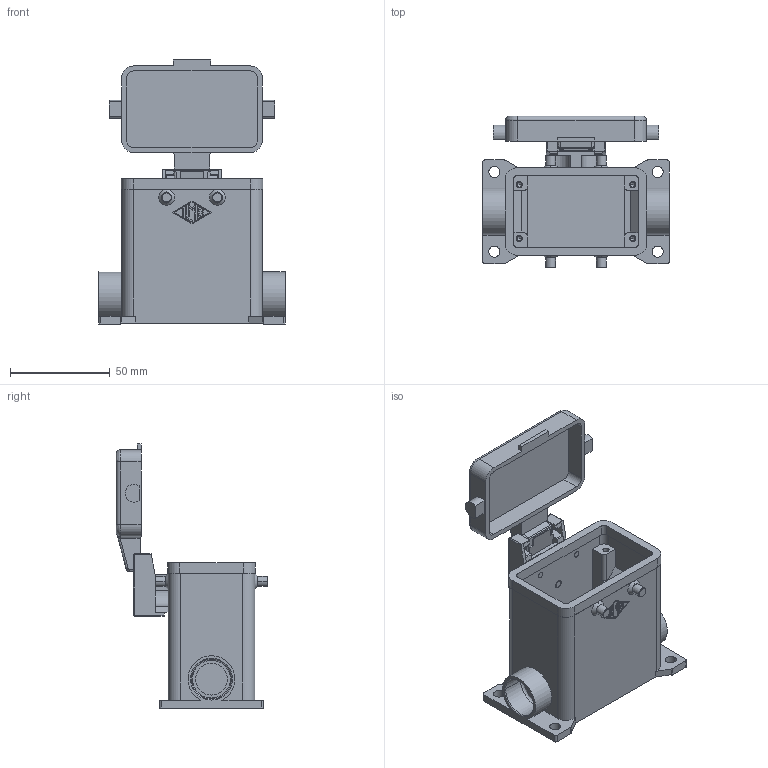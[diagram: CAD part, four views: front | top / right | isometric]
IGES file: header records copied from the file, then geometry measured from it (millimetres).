
Start section: Elysium IGES Interface
Global section: file name: 55HMHP 10 CS20.igs; native system: SolidDesigner 16.00A  16-Aug-2008; preprocessor: CoCreate IGES_3D V2.2; author: Unknown; organization: Unknown; date: 20090604.151221; units: millimetre
Bounding box: 93.5 x 76 x 132.5 mm (x, y, z)
Volume: 113377.4 mm3; surface area: 58542.3 mm2
Topology: 2 solids, 3 shells, 414 faces, 1076 edges, 685 vertices
Faces by surface type: bspline 414
